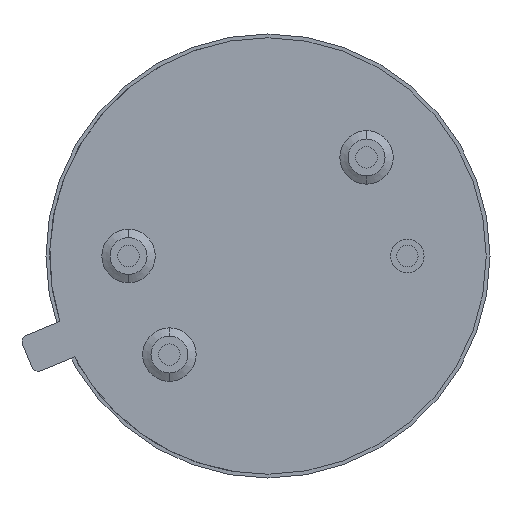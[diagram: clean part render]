
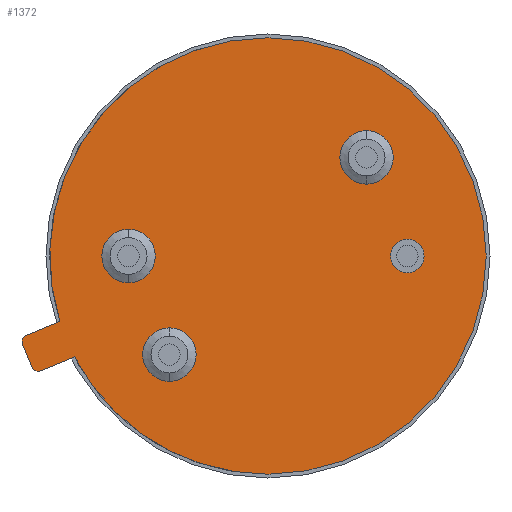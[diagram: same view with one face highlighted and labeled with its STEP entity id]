
A CAD part, front view. The second image highlights one B-rep face of the part: STEP entity #1372.
In plain terms, the highlighted planar face has unit normal (0, -1, 0).
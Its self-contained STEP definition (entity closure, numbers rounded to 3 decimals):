
#59 = CARTESIAN_POINT ( 'NONE',  ( -5.059, 0., -1.662 ) ) ;
#64 = EDGE_CURVE ( 'NONE', #1366, #2131, #174, .T. ) ;
#153 = EDGE_CURVE ( 'NONE', #2131, #2189, #1726, .T. ) ;
#165 = VERTEX_POINT ( 'NONE', #3017 ) ;
#174 = LINE ( 'NONE', #2056, #2518 ) ;
#277 = ORIENTED_EDGE ( 'NONE', *, *, #2428, .F. ) ;
#289 = DIRECTION ( 'NONE',  ( 1., 0., 0. ) ) ;
#377 = VERTEX_POINT ( 'NONE', #3026 ) ;
#380 = AXIS2_PLACEMENT_3D ( 'NONE', #2605, #1404, #2361 ) ;
#387 = VERTEX_POINT ( 'NONE', #465 ) ;
#389 = CIRCLE ( 'NONE', #641, 0.35 ) ;
#405 = AXIS2_PLACEMENT_3D ( 'NONE', #596, #2071, #865 ) ;
#444 = ORIENTED_EDGE ( 'NONE', *, *, #485, .F. ) ;
#465 = CARTESIAN_POINT ( 'NONE',  ( 0., 0., 4.57 ) ) ;
#485 = EDGE_CURVE ( 'NONE', #165, #1366, #1977, .T. ) ;
#492 = DIRECTION ( 'NONE',  ( 0., 0., 1. ) ) ;
#520 = CARTESIAN_POINT ( 'NONE',  ( -4.949, 0., -2.32 ) ) ;
#531 = AXIS2_PLACEMENT_3D ( 'NONE', #1672, #972, #492 ) ;
#538 = DIRECTION ( 'NONE',  ( 0., 1., 0. ) ) ;
#568 = DIRECTION ( 'NONE',  ( -0.924, 0., -0.383 ) ) ;
#596 = CARTESIAN_POINT ( 'NONE',  ( -5.001, 0., -1.801 ) ) ;
#641 = AXIS2_PLACEMENT_3D ( 'NONE', #1724, #2429, #1695 ) ;
#647 = CIRCLE ( 'NONE', #1032, 0.35 ) ;
#655 = AXIS2_PLACEMENT_3D ( 'NONE', #1228, #1495, #2848 ) ;
#716 = CIRCLE ( 'NONE', #868, 4.57 ) ;
#721 = VERTEX_POINT ( 'NONE', #754 ) ;
#738 = DIRECTION ( 'NONE',  ( 0., -1., 0. ) ) ;
#754 = CARTESIAN_POINT ( 'NONE',  ( 2.92, 0., -0.35 ) ) ;
#774 = AXIS2_PLACEMENT_3D ( 'NONE', #1591, #1824, #1322 ) ;
#783 = VERTEX_POINT ( 'NONE', #1956 ) ;
#817 = EDGE_LOOP ( 'NONE', ( #1673, #834, #1397, #2160, #444, #1942, #916, #277, #2650 ) ) ;
#820 = CARTESIAN_POINT ( 'NONE',  ( -4.753, 0., -2.402 ) ) ;
#825 = CIRCLE ( 'NONE', #774, 4.57 ) ;
#834 = ORIENTED_EDGE ( 'NONE', *, *, #1887, .F. ) ;
#837 = ORIENTED_EDGE ( 'NONE', *, *, #2779, .F. ) ;
#857 = DIRECTION ( 'NONE',  ( 0., 0., 1. ) ) ;
#865 = DIRECTION ( 'NONE',  ( 0., 0., -1. ) ) ;
#868 = AXIS2_PLACEMENT_3D ( 'NONE', #1549, #2718, #857 ) ;
#887 = EDGE_CURVE ( 'NONE', #721, #377, #647, .T. ) ;
#916 = ORIENTED_EDGE ( 'NONE', *, *, #2547, .F. ) ;
#972 = DIRECTION ( 'NONE',  ( 0., 1., 0. ) ) ;
#1005 = DIRECTION ( 'NONE',  ( 0.924, 0., 0.383 ) ) ;
#1032 = AXIS2_PLACEMENT_3D ( 'NONE', #1239, #738, #1682 ) ;
#1040 = LINE ( 'NONE', #820, #1496 ) ;
#1057 = CARTESIAN_POINT ( 'NONE',  ( -4.053, 0., -2.112 ) ) ;
#1092 = EDGE_LOOP ( 'NONE', ( #837, #2069 ) ) ;
#1197 = PLANE ( 'NONE',  #2749 ) ;
#1228 = CARTESIAN_POINT ( 'NONE',  ( -4.81, 0., -2.263 ) ) ;
#1239 = CARTESIAN_POINT ( 'NONE',  ( 2.92, 0., 0. ) ) ;
#1322 = DIRECTION ( 'NONE',  ( 0., 0., 1. ) ) ;
#1366 = VERTEX_POINT ( 'NONE', #520 ) ;
#1372 = ADVANCED_FACE ( 'NONE', ( #2403, #2651 ), #1197, .F. ) ;
#1386 = VERTEX_POINT ( 'NONE', #1478 ) ;
#1397 = ORIENTED_EDGE ( 'NONE', *, *, #153, .F. ) ;
#1404 = DIRECTION ( 'NONE',  ( 0., 1., 0. ) ) ;
#1423 = EDGE_CURVE ( 'NONE', #387, #1586, #1467, .T. ) ;
#1442 = LINE ( 'NONE', #59, #1454 ) ;
#1454 = VECTOR ( 'NONE', #1005, 1000. ) ;
#1467 = CIRCLE ( 'NONE', #531, 4.57 ) ;
#1478 = CARTESIAN_POINT ( 'NONE',  ( -4.753, 0., -2.402 ) ) ;
#1495 = DIRECTION ( 'NONE',  ( 0., 1., 0. ) ) ;
#1496 = VECTOR ( 'NONE', #568, 1000. ) ;
#1539 = DIRECTION ( 'NONE',  ( -0.383, 0., 0.924 ) ) ;
#1549 = CARTESIAN_POINT ( 'NONE',  ( 0., 0., 0. ) ) ;
#1581 = CARTESIAN_POINT ( 'NONE',  ( 0., 0., -4.57 ) ) ;
#1586 = VERTEX_POINT ( 'NONE', #1581 ) ;
#1591 = CARTESIAN_POINT ( 'NONE',  ( 0., 0., 0. ) ) ;
#1672 = CARTESIAN_POINT ( 'NONE',  ( 0., 0., 0. ) ) ;
#1673 = ORIENTED_EDGE ( 'NONE', *, *, #2929, .F. ) ;
#1682 = DIRECTION ( 'NONE',  ( 0., 0., -1. ) ) ;
#1695 = DIRECTION ( 'NONE',  ( 0., 0., -1. ) ) ;
#1706 = CIRCLE ( 'NONE', #380, 0.15 ) ;
#1724 = CARTESIAN_POINT ( 'NONE',  ( 2.92, 0., 0. ) ) ;
#1726 = CIRCLE ( 'NONE', #405, 0.15 ) ;
#1824 = DIRECTION ( 'NONE',  ( 0., 1., 0. ) ) ;
#1833 = EDGE_CURVE ( 'NONE', #1386, #165, #1706, .T. ) ;
#1887 = EDGE_CURVE ( 'NONE', #2189, #783, #1442, .T. ) ;
#1942 = ORIENTED_EDGE ( 'NONE', *, *, #1833, .F. ) ;
#1943 = CARTESIAN_POINT ( 'NONE',  ( 0., 0., 0. ) ) ;
#1956 = CARTESIAN_POINT ( 'NONE',  ( -4.359, 0., -1.373 ) ) ;
#1977 = CIRCLE ( 'NONE', #655, 0.15 ) ;
#2056 = CARTESIAN_POINT ( 'NONE',  ( -5.14, 0., -1.858 ) ) ;
#2069 = ORIENTED_EDGE ( 'NONE', *, *, #887, .F. ) ;
#2071 = DIRECTION ( 'NONE',  ( 0., 1., 0. ) ) ;
#2131 = VERTEX_POINT ( 'NONE', #2180 ) ;
#2147 = CARTESIAN_POINT ( 'NONE',  ( -5.059, 0., -1.662 ) ) ;
#2160 = ORIENTED_EDGE ( 'NONE', *, *, #64, .F. ) ;
#2180 = CARTESIAN_POINT ( 'NONE',  ( -5.14, 0., -1.858 ) ) ;
#2189 = VERTEX_POINT ( 'NONE', #2147 ) ;
#2361 = DIRECTION ( 'NONE',  ( 0., 0., 1. ) ) ;
#2403 = FACE_BOUND ( 'NONE', #1092, .T. ) ;
#2428 = EDGE_CURVE ( 'NONE', #1586, #2539, #716, .T. ) ;
#2429 = DIRECTION ( 'NONE',  ( 0., -1., 0. ) ) ;
#2518 = VECTOR ( 'NONE', #1539, 1000. ) ;
#2539 = VERTEX_POINT ( 'NONE', #1057 ) ;
#2547 = EDGE_CURVE ( 'NONE', #2539, #1386, #1040, .T. ) ;
#2605 = CARTESIAN_POINT ( 'NONE',  ( -4.81, 0., -2.263 ) ) ;
#2650 = ORIENTED_EDGE ( 'NONE', *, *, #1423, .F. ) ;
#2651 = FACE_OUTER_BOUND ( 'NONE', #817, .T. ) ;
#2718 = DIRECTION ( 'NONE',  ( 0., 1., 0. ) ) ;
#2749 = AXIS2_PLACEMENT_3D ( 'NONE', #1943, #538, #289 ) ;
#2779 = EDGE_CURVE ( 'NONE', #377, #721, #389, .T. ) ;
#2848 = DIRECTION ( 'NONE',  ( 0., 0., 1. ) ) ;
#2929 = EDGE_CURVE ( 'NONE', #783, #387, #825, .T. ) ;
#3017 = CARTESIAN_POINT ( 'NONE',  ( -4.81, 0., -2.413 ) ) ;
#3026 = CARTESIAN_POINT ( 'NONE',  ( 2.92, 0., 0.35 ) ) ;
